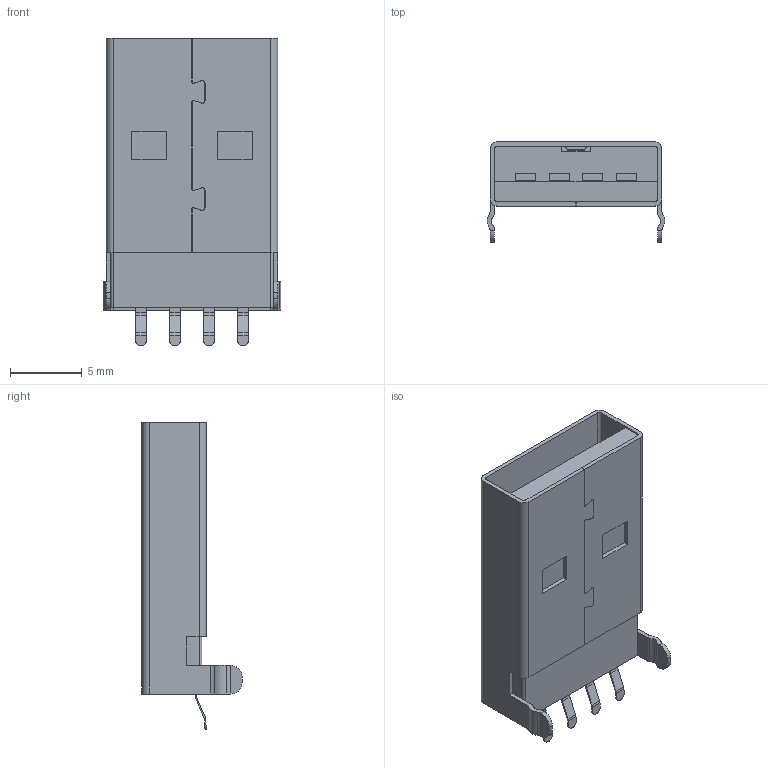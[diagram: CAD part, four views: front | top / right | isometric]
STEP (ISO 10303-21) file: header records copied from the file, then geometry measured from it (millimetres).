
FILE_DESCRIPTION (( 'STEP AP214' ), '1' );
FILE_NAME ('USB Connector Type A male, SMT.STEP', '2022-07-21T06:54:40', ( '' ), ( '' ), 'SwSTEP 2.0', 'SolidWorks 2021', '' );
FILE_SCHEMA (( 'AUTOMOTIVE_DESIGN' ));
Length unit declared in the file: millimetre
Products named in the file (1): USB Connector Type A male, SMT
Bounding box: 12.43 x 7 x 21.5 mm (x, y, z)
Volume: 729.6 mm3; surface area: 2091 mm2
Topology: 6 solids, 6 shells, 303 faces, 865 edges, 572 vertices
Faces by surface type: plane 199, cylinder 74, bspline 30
Entity records: 10318 total; most frequent: CARTESIAN_POINT 2467, ORIENTED_EDGE 1730, DIRECTION 1445, EDGE_CURVE 865, VECTOR 657, LINE 657, VERTEX_POINT 572, AXIS2_PLACEMENT_3D 394
